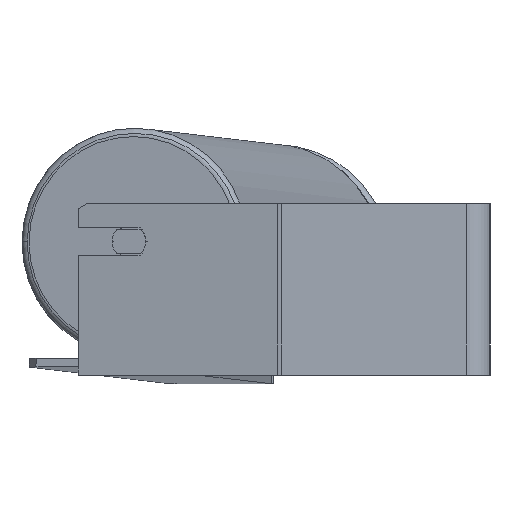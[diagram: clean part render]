
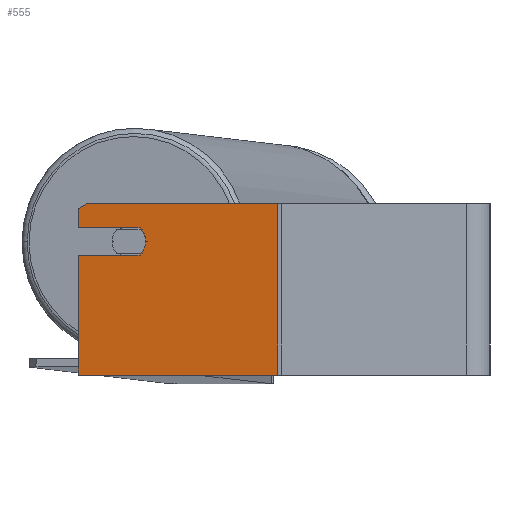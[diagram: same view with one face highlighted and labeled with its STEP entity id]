
A CAD part, left-side view. The second image highlights one B-rep face of the part: STEP entity #555.
In plain terms, the highlighted planar face has unit normal (-0.985, 0.174, 0).
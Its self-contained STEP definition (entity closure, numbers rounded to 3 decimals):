
#28 = CARTESIAN_POINT ( 'NONE',  ( -734.253, 240.421, 50. ) ) ;
#48 = VERTEX_POINT ( 'NONE', #4488 ) ;
#62 = ORIENTED_EDGE ( 'NONE', *, *, #492, .F. ) ;
#245 = CARTESIAN_POINT ( 'NONE',  ( -734.253, 240.421, -50. ) ) ;
#388 = LINE ( 'NONE', #8461, #7038 ) ;
#392 = CARTESIAN_POINT ( 'NONE',  ( -754.787, 123.965, 50. ) ) ;
#492 = EDGE_CURVE ( 'NONE', #3768, #48, #6136, .T. ) ;
#510 = EDGE_CURVE ( 'NONE', #8046, #3403, #388, .T. ) ;
#555 = ADVANCED_FACE ( 'NONE', ( #5079 ), #7785, .F. ) ;
#704 = EDGE_CURVE ( 'NONE', #4135, #3403, #4505, .T. ) ;
#1145 = EDGE_CURVE ( 'NONE', #4790, #8046, #5841, .T. ) ;
#1233 = CARTESIAN_POINT ( 'NONE',  ( -734.253, 240.421, 36. ) ) ;
#1266 = CARTESIAN_POINT ( 'NONE',  ( -739.462, 210.877, 28. ) ) ;
#1288 = VECTOR ( 'NONE', #6180, 1000. ) ;
#1334 = CARTESIAN_POINT ( 'NONE',  ( -740.504, 204.968, 36. ) ) ;
#1452 = CARTESIAN_POINT ( 'NONE',  ( -741.199, 201.029, 28. ) ) ;
#1486 = DIRECTION ( 'NONE',  ( 0.174, 0.985, 0. ) ) ;
#1544 = EDGE_CURVE ( 'NONE', #3768, #4135, #7292, .T. ) ;
#1649 = DIRECTION ( 'NONE',  ( -0.174, -0.985, 0. ) ) ;
#1732 = CIRCLE ( 'NONE', #3992, 10. ) ;
#1790 = AXIS2_PLACEMENT_3D ( 'NONE', #1266, #3377, #7054 ) ;
#1978 = LINE ( 'NONE', #5645, #7099 ) ;
#1998 = VERTEX_POINT ( 'NONE', #1452 ) ;
#2003 = VECTOR ( 'NONE', #2418, 1000. ) ;
#2035 = DIRECTION ( 'NONE',  ( 0.174, 0.985, 0. ) ) ;
#2093 = CIRCLE ( 'NONE', #1790, 10. ) ;
#2136 = LINE ( 'NONE', #3656, #2390 ) ;
#2296 = VERTEX_POINT ( 'NONE', #1334 ) ;
#2390 = VECTOR ( 'NONE', #1486, 1000. ) ;
#2418 = DIRECTION ( 'NONE',  ( -0.174, -0.985, 0. ) ) ;
#2433 = EDGE_CURVE ( 'NONE', #1998, #2296, #1732, .T. ) ;
#2879 = ORIENTED_EDGE ( 'NONE', *, *, #510, .F. ) ;
#3178 = ORIENTED_EDGE ( 'NONE', *, *, #7168, .T. ) ;
#3303 = CARTESIAN_POINT ( 'NONE',  ( -735.121, 235.497, 50. ) ) ;
#3377 = DIRECTION ( 'NONE',  ( -0.985, 0.174, 0. ) ) ;
#3403 = VERTEX_POINT ( 'NONE', #6182 ) ;
#3656 = CARTESIAN_POINT ( 'NONE',  ( -740.504, 204.968, 36. ) ) ;
#3734 = DIRECTION ( 'NONE',  ( -0.174, -0.985, 0. ) ) ;
#3736 = ORIENTED_EDGE ( 'NONE', *, *, #5833, .T. ) ;
#3768 = VERTEX_POINT ( 'NONE', #7207 ) ;
#3992 = AXIS2_PLACEMENT_3D ( 'NONE', #4446, #7352, #3734 ) ;
#4135 = VERTEX_POINT ( 'NONE', #245 ) ;
#4141 = ORIENTED_EDGE ( 'NONE', *, *, #5531, .F. ) ;
#4194 = CARTESIAN_POINT ( 'NONE',  ( -734.253, 240.421, 47.113 ) ) ;
#4446 = CARTESIAN_POINT ( 'NONE',  ( -739.462, 210.877, 28. ) ) ;
#4456 = CARTESIAN_POINT ( 'NONE',  ( -734.253, 240.421, -50. ) ) ;
#4488 = CARTESIAN_POINT ( 'NONE',  ( -740.504, 204.968, 20. ) ) ;
#4505 = LINE ( 'NONE', #4456, #2003 ) ;
#4541 = EDGE_LOOP ( 'NONE', ( #4804, #3178, #3736, #4141, #7593, #9221, #62, #8809, #7977, #2879 ) ) ;
#4790 = VERTEX_POINT ( 'NONE', #3303 ) ;
#4804 = ORIENTED_EDGE ( 'NONE', *, *, #1145, .F. ) ;
#5079 = FACE_OUTER_BOUND ( 'NONE', #4541, .T. ) ;
#5151 = VERTEX_POINT ( 'NONE', #8840 ) ;
#5531 = EDGE_CURVE ( 'NONE', #2296, #8931, #2136, .T. ) ;
#5645 = CARTESIAN_POINT ( 'NONE',  ( -734.253, 240.421, 50. ) ) ;
#5803 = DIRECTION ( 'NONE',  ( 0.985, -0.174, 0. ) ) ;
#5820 = VECTOR ( 'NONE', #1649, 1000. ) ;
#5833 = EDGE_CURVE ( 'NONE', #5151, #8931, #1978, .T. ) ;
#5841 = LINE ( 'NONE', #7305, #5820 ) ;
#6136 = LINE ( 'NONE', #8273, #1288 ) ;
#6180 = DIRECTION ( 'NONE',  ( -0.174, -0.985, 0. ) ) ;
#6182 = CARTESIAN_POINT ( 'NONE',  ( -754.787, 123.965, -50. ) ) ;
#6213 = DIRECTION ( 'NONE',  ( 0., 0., -1. ) ) ;
#6274 = EDGE_CURVE ( 'NONE', #48, #1998, #2093, .T. ) ;
#6494 = VECTOR ( 'NONE', #7760, 1000. ) ;
#6739 = AXIS2_PLACEMENT_3D ( 'NONE', #8552, #5803, #2035 ) ;
#6890 = VECTOR ( 'NONE', #8851, 1000. ) ;
#7038 = VECTOR ( 'NONE', #7735, 1000. ) ;
#7054 = DIRECTION ( 'NONE',  ( -0.174, -0.985, 0. ) ) ;
#7099 = VECTOR ( 'NONE', #6213, 1000. ) ;
#7168 = EDGE_CURVE ( 'NONE', #4790, #5151, #8530, .T. ) ;
#7207 = CARTESIAN_POINT ( 'NONE',  ( -734.253, 240.421, 20. ) ) ;
#7292 = LINE ( 'NONE', #28, #6890 ) ;
#7305 = CARTESIAN_POINT ( 'NONE',  ( -734.253, 240.421, 50. ) ) ;
#7352 = DIRECTION ( 'NONE',  ( -0.985, 0.174, 0. ) ) ;
#7593 = ORIENTED_EDGE ( 'NONE', *, *, #2433, .F. ) ;
#7735 = DIRECTION ( 'NONE',  ( 0., 0., -1. ) ) ;
#7760 = DIRECTION ( 'NONE',  ( 0.15, 0.853, -0.5 ) ) ;
#7785 = PLANE ( 'NONE',  #6739 ) ;
#7977 = ORIENTED_EDGE ( 'NONE', *, *, #704, .T. ) ;
#8046 = VERTEX_POINT ( 'NONE', #392 ) ;
#8273 = CARTESIAN_POINT ( 'NONE',  ( -740.504, 204.968, 20. ) ) ;
#8461 = CARTESIAN_POINT ( 'NONE',  ( -754.787, 123.965, 50. ) ) ;
#8530 = LINE ( 'NONE', #4194, #6494 ) ;
#8552 = CARTESIAN_POINT ( 'NONE',  ( -734.253, 240.421, 50. ) ) ;
#8809 = ORIENTED_EDGE ( 'NONE', *, *, #1544, .T. ) ;
#8840 = CARTESIAN_POINT ( 'NONE',  ( -734.253, 240.421, 47.113 ) ) ;
#8851 = DIRECTION ( 'NONE',  ( 0., 0., -1. ) ) ;
#8931 = VERTEX_POINT ( 'NONE', #1233 ) ;
#9221 = ORIENTED_EDGE ( 'NONE', *, *, #6274, .F. ) ;
